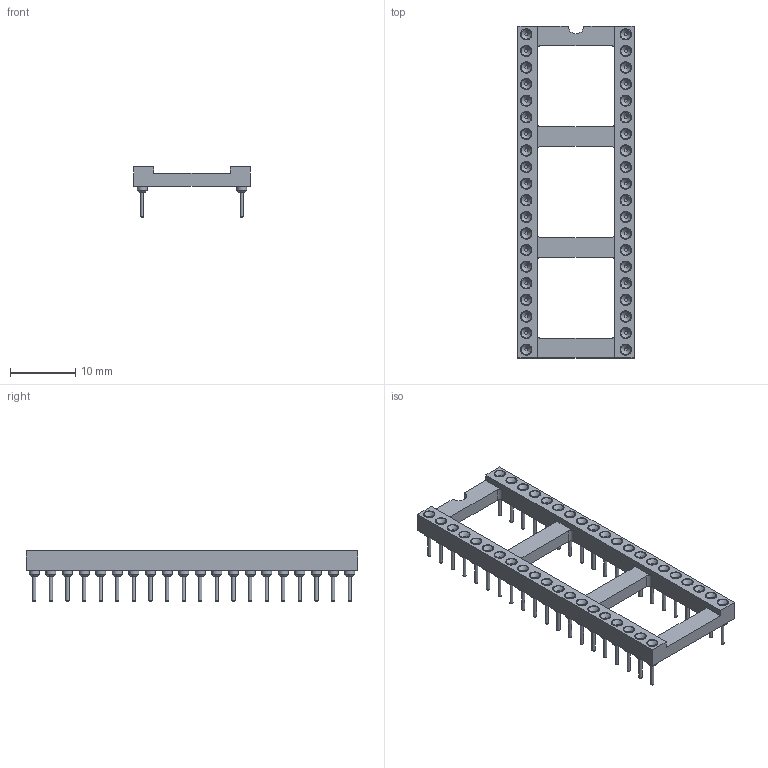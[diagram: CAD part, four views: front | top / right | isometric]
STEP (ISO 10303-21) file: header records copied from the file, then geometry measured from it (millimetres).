
FILE_DESCRIPTION(/* description */ (''),/* implementation_level */ '2;1');
FILE_NAME(/* name */ 'DIP-40_W15.24mm_Socket.step',/* time_stamp */ '2023-02-24T13:45:14+01:00',/* author */ (''),/* organization */ (''),/* preprocessor_version */ 'ST-DEVELOPER v19.2',/* originating_system */ 'Autodesk Translation Framework v11.17.0.187',/* authorisation */ '');
FILE_SCHEMA (('AUTOMOTIVE_DESIGN { 1 0 10303 214 3 1 1 }'));
Length unit declared in the file: millimetre
Products named in the file (2): DIP-40_W15.24mm_Socket; DIP-24_W15.24mm_Socket v7
Assembly tree (1 placements, depth 2):
  DIP-40_W15.24mm_Socket
    DIP-24_W15.24mm_Socket v7
Bounding box: 17.78 x 50.8 x 7.79 mm (x, y, z)
Volume: 1253.6 mm3; surface area: 2232.3 mm2
Topology: 1 solids, 1 shells, 473 faces, 822 edges, 508 vertices
Faces by surface type: plane 180, cylinder 173, cone 120
Full cylindrical faces by diameter (mm): 0.508 x80, 1.524 x40, 1.724 x40
Entity records: 11901 total; most frequent: DIRECTION 2240, CARTESIAN_POINT 1806, ORIENTED_EDGE 1644, AXIS2_PLACEMENT_3D 942, EDGE_CURVE 822, EDGE_LOOP 636, VERTEX_POINT 508, STYLED_ITEM 474
